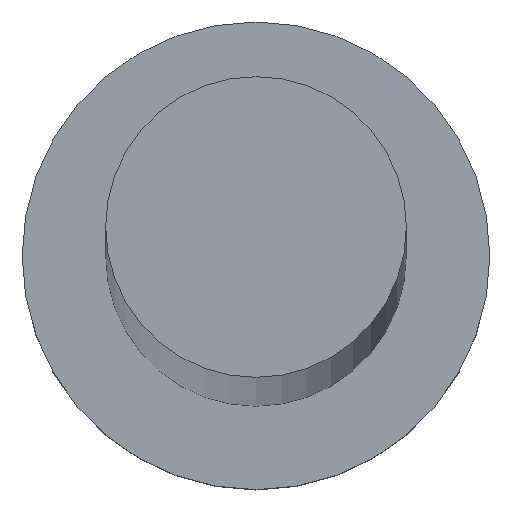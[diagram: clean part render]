
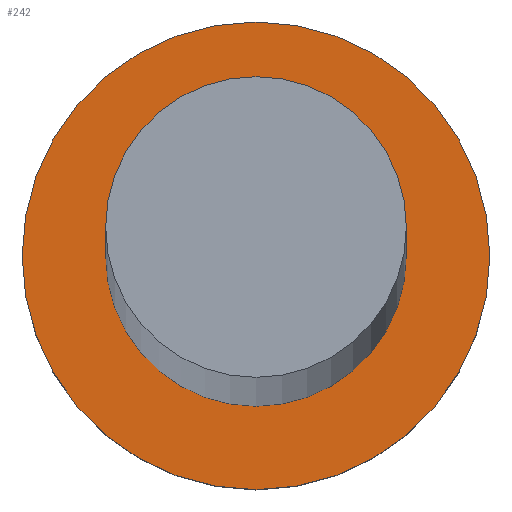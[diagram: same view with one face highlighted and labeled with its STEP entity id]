
A CAD part, top view. The second image highlights one B-rep face of the part: STEP entity #242.
In plain terms, the highlighted planar face has unit normal (0, 0, 1).
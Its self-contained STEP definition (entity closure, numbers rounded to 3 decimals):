
#5 = FACE_BOUND ( 'NONE', #13, .T. ) ;
#13 = EDGE_LOOP ( 'NONE', ( #124, #26 ) ) ;
#16 = DIRECTION ( 'NONE',  ( 0., 0., 1. ) ) ;
#18 = CARTESIAN_POINT ( 'NONE',  ( -7., 0., 5. ) ) ;
#26 = ORIENTED_EDGE ( 'NONE', *, *, #106, .F. ) ;
#30 = ORIENTED_EDGE ( 'NONE', *, *, #188, .T. ) ;
#34 = CARTESIAN_POINT ( 'NONE',  ( 0., 0., 5. ) ) ;
#37 = CARTESIAN_POINT ( 'NONE',  ( 0., 0., 5. ) ) ;
#38 = CARTESIAN_POINT ( 'NONE',  ( 7., 0., 5. ) ) ;
#40 = CARTESIAN_POINT ( 'NONE',  ( 0., 0., 5. ) ) ;
#59 = FACE_OUTER_BOUND ( 'NONE', #137, .T. ) ;
#60 = AXIS2_PLACEMENT_3D ( 'NONE', #75, #125, #77 ) ;
#67 = EDGE_CURVE ( 'NONE', #108, #68, #98, .T. ) ;
#68 = VERTEX_POINT ( 'NONE', #18 ) ;
#69 = ORIENTED_EDGE ( 'NONE', *, *, #67, .T. ) ;
#70 = VERTEX_POINT ( 'NONE', #93 ) ;
#75 = CARTESIAN_POINT ( 'NONE',  ( 0., 0., 5. ) ) ;
#77 = DIRECTION ( 'NONE',  ( 1., 0., 0. ) ) ;
#78 = AXIS2_PLACEMENT_3D ( 'NONE', #40, #81, #117 ) ;
#81 = DIRECTION ( 'NONE',  ( 0., 0., 1. ) ) ;
#93 = CARTESIAN_POINT ( 'NONE',  ( 4.5, 0., 5. ) ) ;
#98 = CIRCLE ( 'NONE', #173, 7. ) ;
#106 = EDGE_CURVE ( 'NONE', #70, #204, #116, .T. ) ;
#108 = VERTEX_POINT ( 'NONE', #38 ) ;
#113 = DIRECTION ( 'NONE',  ( 0., 0., 1. ) ) ;
#116 = CIRCLE ( 'NONE', #154, 4.5 ) ;
#117 = DIRECTION ( 'NONE',  ( 1., 0., 0. ) ) ;
#124 = ORIENTED_EDGE ( 'NONE', *, *, #226, .F. ) ;
#125 = DIRECTION ( 'NONE',  ( 0., 0., 1. ) ) ;
#129 = AXIS2_PLACEMENT_3D ( 'NONE', #34, #16, #235 ) ;
#137 = EDGE_LOOP ( 'NONE', ( #30, #69 ) ) ;
#139 = CIRCLE ( 'NONE', #129, 4.5 ) ;
#154 = AXIS2_PLACEMENT_3D ( 'NONE', #37, #252, #187 ) ;
#162 = CARTESIAN_POINT ( 'NONE',  ( -4.5, 0., 5. ) ) ;
#163 = CIRCLE ( 'NONE', #60, 7. ) ;
#173 = AXIS2_PLACEMENT_3D ( 'NONE', #255, #113, #214 ) ;
#187 = DIRECTION ( 'NONE',  ( 1., 0., 0. ) ) ;
#188 = EDGE_CURVE ( 'NONE', #68, #108, #163, .T. ) ;
#204 = VERTEX_POINT ( 'NONE', #162 ) ;
#214 = DIRECTION ( 'NONE',  ( 1., 0., 0. ) ) ;
#217 = PLANE ( 'NONE',  #78 ) ;
#226 = EDGE_CURVE ( 'NONE', #204, #70, #139, .T. ) ;
#235 = DIRECTION ( 'NONE',  ( 1., 0., 0. ) ) ;
#242 = ADVANCED_FACE ( 'NONE', ( #5, #59 ), #217, .T. ) ;
#252 = DIRECTION ( 'NONE',  ( 0., 0., 1. ) ) ;
#255 = CARTESIAN_POINT ( 'NONE',  ( 0., 0., 5. ) ) ;
